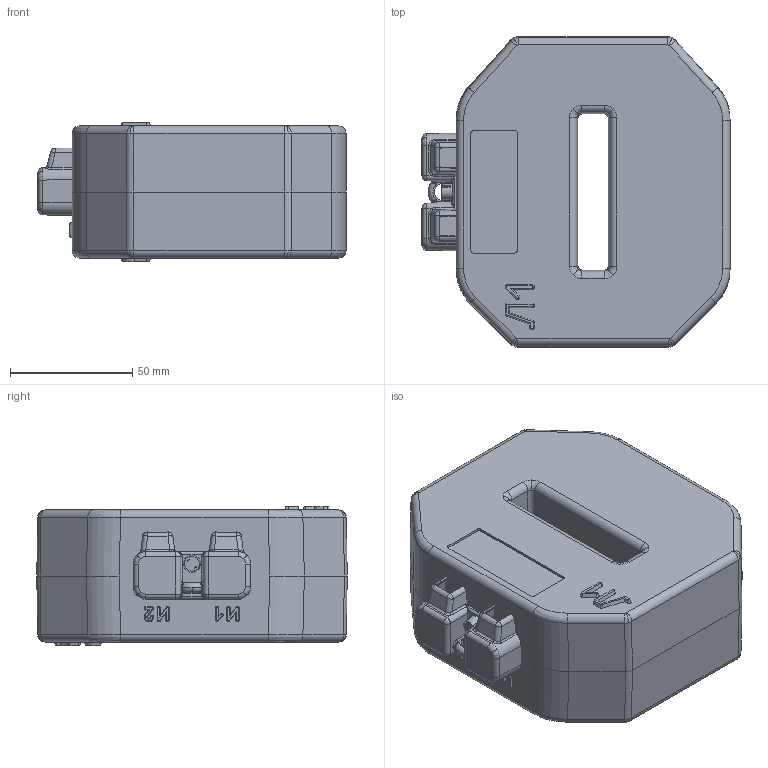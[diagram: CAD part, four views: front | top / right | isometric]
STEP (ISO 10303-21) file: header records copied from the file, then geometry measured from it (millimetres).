
FILE_DESCRIPTION (( 'STEP AP203' ), '1' );
FILE_NAME ('ÒØË-0,66-II-1 (300-600) À.STEP', '2018-05-16T09:37:19', ( '' ), ( '' ), 'SwSTEP 2.0', 'SolidWorks 2010', '' );
FILE_SCHEMA (( 'CONFIG_CONTROL_DESIGN' ));
Length unit declared in the file: millimetre
Products named in the file (1): ﾒﾘﾋ-0,66-II-1 (300-600) ﾀ
Bounding box: 126 x 127 x 57 mm (x, y, z)
Surface area: 56799.7 mm2 (no closed solid volume)
Topology: 0 solids, 3 shells, 363 faces, 1000 edges, 631 vertices
Faces by surface type: bspline 106, plane 106, cylinder 95, cone 48, sphere 8
Entity records: 13562 total; most frequent: CARTESIAN_POINT 5344, ORIENTED_EDGE 1832, DIRECTION 1490, EDGE_CURVE 995, VERTEX_POINT 631, AXIS2_PLACEMENT_3D 531, LINE 428, VECTOR 428
